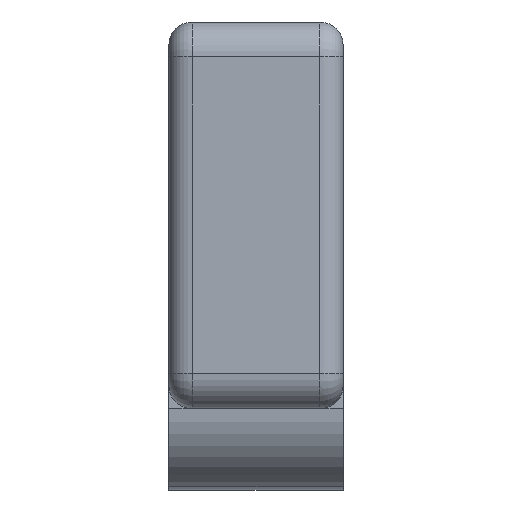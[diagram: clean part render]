
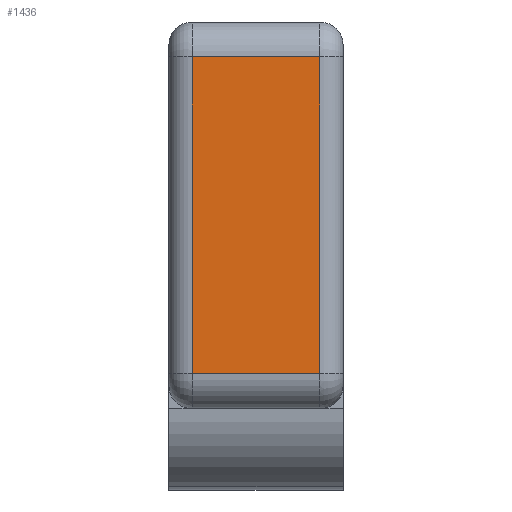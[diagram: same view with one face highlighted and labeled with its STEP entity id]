
A CAD part, left-side view. The second image highlights one B-rep face of the part: STEP entity #1436.
In plain terms, the highlighted planar face has unit normal (-1, 0, 0).
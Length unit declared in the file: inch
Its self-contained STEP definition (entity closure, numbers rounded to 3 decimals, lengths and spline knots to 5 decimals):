
#146 = DIRECTION ( 'NONE',  ( 0., 0., 1. ) ) ;
#230 = VECTOR ( 'NONE', #1803, 39.37008 ) ;
#251 = EDGE_CURVE ( 'NONE', #625, #1449, #2552, .T. ) ;
#288 = VECTOR ( 'NONE', #1190, 39.37008 ) ;
#362 = EDGE_LOOP ( 'NONE', ( #371, #1849, #868, #2516 ) ) ;
#371 = ORIENTED_EDGE ( 'NONE', *, *, #1603, .T. ) ;
#625 = VERTEX_POINT ( 'NONE', #709 ) ;
#680 = DIRECTION ( 'NONE',  ( 0., 0., -1. ) ) ;
#705 = VERTEX_POINT ( 'NONE', #2610 ) ;
#709 = CARTESIAN_POINT ( 'NONE',  ( -1.3002, 0.02, -0.83813 ) ) ;
#868 = ORIENTED_EDGE ( 'NONE', *, *, #251, .T. ) ;
#911 = AXIS2_PLACEMENT_3D ( 'NONE', #1451, #3588, #1758 ) ;
#972 = CARTESIAN_POINT ( 'NONE',  ( -1.3002, 0.13, 0. ) ) ;
#1126 = EDGE_CURVE ( 'NONE', #2797, #625, #2673, .T. ) ;
#1190 = DIRECTION ( 'NONE',  ( 0., -1., 0. ) ) ;
#1436 = ADVANCED_FACE ( 'NONE', ( #1857 ), #2369, .F. ) ;
#1449 = VERTEX_POINT ( 'NONE', #2376 ) ;
#1451 = CARTESIAN_POINT ( 'NONE',  ( -1.3002, 0., 0. ) ) ;
#1458 = CARTESIAN_POINT ( 'NONE',  ( -1.3002, 0., -0.83813 ) ) ;
#1603 = EDGE_CURVE ( 'NONE', #705, #2797, #3421, .T. ) ;
#1687 = CARTESIAN_POINT ( 'NONE',  ( -1.3002, 0.02, -1.11095 ) ) ;
#1758 = DIRECTION ( 'NONE',  ( 0., 0., -1. ) ) ;
#1762 = VECTOR ( 'NONE', #146, 39.37008 ) ;
#1803 = DIRECTION ( 'NONE',  ( 0., 1., 0. ) ) ;
#1849 = ORIENTED_EDGE ( 'NONE', *, *, #1126, .T. ) ;
#1857 = FACE_OUTER_BOUND ( 'NONE', #362, .T. ) ;
#2095 = VECTOR ( 'NONE', #680, 39.37008 ) ;
#2369 = PLANE ( 'NONE',  #911 ) ;
#2376 = CARTESIAN_POINT ( 'NONE',  ( -1.3002, 0.13, -0.83813 ) ) ;
#2516 = ORIENTED_EDGE ( 'NONE', *, *, #3513, .T. ) ;
#2552 = LINE ( 'NONE', #1458, #230 ) ;
#2610 = CARTESIAN_POINT ( 'NONE',  ( -1.3002, 0.13, -1.11095 ) ) ;
#2673 = LINE ( 'NONE', #3162, #1762 ) ;
#2797 = VERTEX_POINT ( 'NONE', #1687 ) ;
#2892 = LINE ( 'NONE', #972, #2095 ) ;
#3162 = CARTESIAN_POINT ( 'NONE',  ( -1.3002, 0.02, -0.83813 ) ) ;
#3311 = CARTESIAN_POINT ( 'NONE',  ( -1.3002, 0., -1.11095 ) ) ;
#3421 = LINE ( 'NONE', #3311, #288 ) ;
#3513 = EDGE_CURVE ( 'NONE', #1449, #705, #2892, .T. ) ;
#3588 = DIRECTION ( 'NONE',  ( 1., 0., 0. ) ) ;
